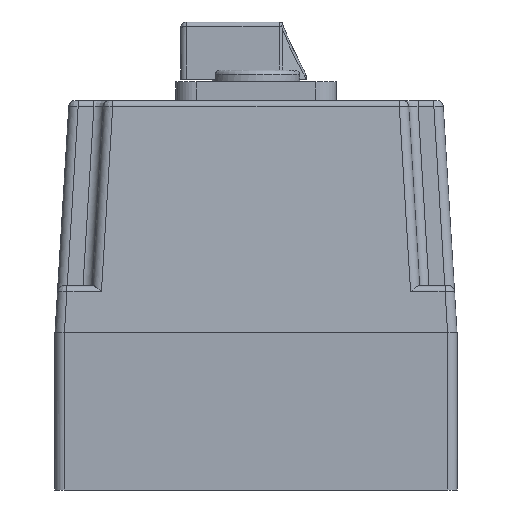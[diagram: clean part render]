
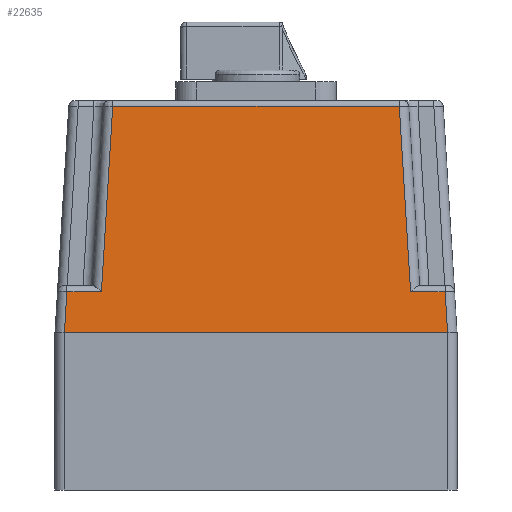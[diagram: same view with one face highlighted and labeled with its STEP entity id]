
A CAD part, left-side view. The second image highlights one B-rep face of the part: STEP entity #22635.
In plain terms, the highlighted planar face has unit normal (-0.998, 0, 0.061).
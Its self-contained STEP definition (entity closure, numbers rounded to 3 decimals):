
#19216=CARTESIAN_POINT('',(5.945,-21.773,
33.993));
#19242=DIRECTION('',(0.,1.,0.));
#19243=VECTOR('',#19242,11.);
#19244=CARTESIAN_POINT('',(5.945,-32.773,
33.993));
#19245=LINE('',#19244,#19243);
#19249=DIRECTION('',(0.,1.,0.));
#19250=VECTOR('',#19249,91.24);
#19251=CARTESIAN_POINT('',(9.53,-127.598,
92.955));
#19252=LINE('',#19251,#19250);
#19256=DIRECTION('',(0.,1.,0.));
#19257=VECTOR('',#19256,11.);
#19258=CARTESIAN_POINT('',(5.945,-142.184,
33.993));
#19259=LINE('',#19258,#19257);
#19263=DIRECTION('',(0.061,0.06,0.996));
#19264=VECTOR('',#19263,13.207);
#19265=CARTESIAN_POINT('',(5.145,-142.981,
20.834));
#19266=LINE('',#19265,#19264);
#19270=DIRECTION('',(-0.061,0.06,-0.996));
#19271=VECTOR('',#19270,13.207);
#19272=CARTESIAN_POINT('',(5.945,-21.773,
33.993));
#19273=LINE('',#19272,#19271);
#19292=DIRECTION('',(-0.061,0.061,-0.996));
#19293=VECTOR('',#19292,59.18);
#19294=CARTESIAN_POINT('',(9.53,-36.359,
92.955));
#19295=LINE('',#19294,#19293);
#19975=DIRECTION('',(0.061,0.061,0.996));
#19976=VECTOR('',#19975,59.18);
#19977=CARTESIAN_POINT('',(5.945,-131.184,
33.993));
#19978=LINE('',#19977,#19976);
#19990=CARTESIAN_POINT('',(9.53,-127.598,
92.955));
#21959=DIRECTION('',(0.,1.,0.));
#21960=VECTOR('',#21959,122.006);
#21961=CARTESIAN_POINT('',(5.145,-142.981,
20.834));
#21962=LINE('',#21961,#21960);
#21986=CARTESIAN_POINT('',(5.145,-142.981,
20.834));
#21987=CARTESIAN_POINT('',(5.145,-20.976,
20.834));
#21988=VERTEX_POINT('',#21986);
#21989=VERTEX_POINT('',#21987);
#22313=VERTEX_POINT('',#19990);
#22315=CARTESIAN_POINT('',(9.53,-36.359,
92.955));
#22316=VERTEX_POINT('',#22315);
#22341=VERTEX_POINT('',#19216);
#22343=CARTESIAN_POINT('',(5.945,-32.773,
33.993));
#22344=VERTEX_POINT('',#22343);
#22379=CARTESIAN_POINT('',(5.945,-142.184,
33.993));
#22380=CARTESIAN_POINT('',(5.945,-131.184,
33.993));
#22381=VERTEX_POINT('',#22379);
#22382=VERTEX_POINT('',#22380);
#22613=CARTESIAN_POINT('',(5.145,-15.978,
20.834));
#22614=DIRECTION('',(0.998,0.,-0.061));
#22615=DIRECTION('',(-0.061,0.,-0.998));
#22616=AXIS2_PLACEMENT_3D('',#22613,#22614,#22615);
#22617=PLANE('',#22616);
#22619=ORIENTED_EDGE('',*,*,#22618,.F.);
#22621=ORIENTED_EDGE('',*,*,#22620,.F.);
#22623=ORIENTED_EDGE('',*,*,#22622,.F.);
#22625=ORIENTED_EDGE('',*,*,#22624,.F.);
#22627=ORIENTED_EDGE('',*,*,#22626,.F.);
#22629=ORIENTED_EDGE('',*,*,#22628,.F.);
#22631=ORIENTED_EDGE('',*,*,#22630,.T.);
#22632=ORIENTED_EDGE('',*,*,#22597,.F.);
#22633=EDGE_LOOP('',(#22619,#22621,#22623,#22625,#22627,#22629,#22631,#22632));
#22634=FACE_OUTER_BOUND('',#22633,.F.);
#22597=EDGE_CURVE('',#22341,#21989,#19273,.T.);
#22618=EDGE_CURVE('',#22344,#22341,#19245,.T.);
#22620=EDGE_CURVE('',#22316,#22344,#19295,.T.);
#22622=EDGE_CURVE('',#22313,#22316,#19252,.T.);
#22624=EDGE_CURVE('',#22382,#22313,#19978,.T.);
#22626=EDGE_CURVE('',#22381,#22382,#19259,.T.);
#22628=EDGE_CURVE('',#21988,#22381,#19266,.T.);
#22630=EDGE_CURVE('',#21988,#21989,#21962,.T.);
#22635=ADVANCED_FACE('',(#22634),#22617,.F.);
